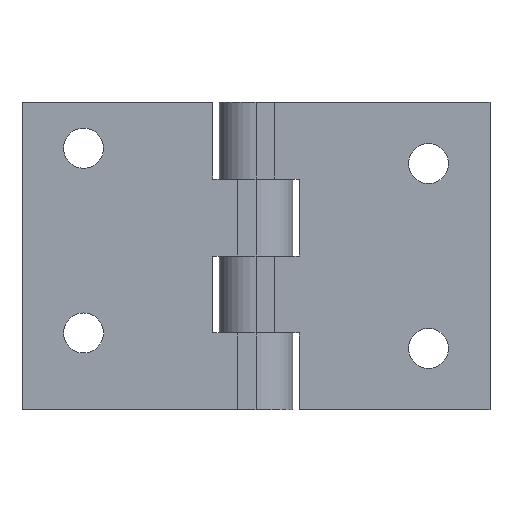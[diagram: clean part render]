
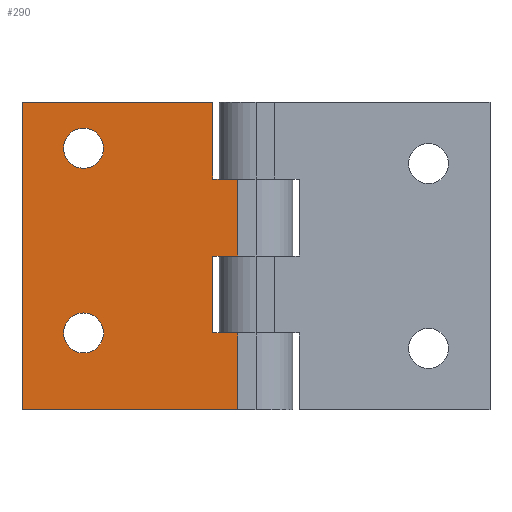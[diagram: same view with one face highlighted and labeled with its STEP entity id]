
A CAD part, front view. The second image highlights one B-rep face of the part: STEP entity #290.
In plain terms, the highlighted planar face has unit normal (0, -1, 0).
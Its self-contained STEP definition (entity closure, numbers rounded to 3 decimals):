
#290 = ADVANCED_FACE( '', ( #569, #570, #571 ), #572, .F. );
#569 = FACE_BOUND( '', #827, .T. );
#570 = FACE_BOUND( '', #828, .T. );
#571 = FACE_OUTER_BOUND( '', #829, .T. );
#572 = PLANE( '', #830 );
#827 = EDGE_LOOP( '', ( #1435 ) );
#828 = EDGE_LOOP( '', ( #1436 ) );
#829 = EDGE_LOOP( '', ( #1437, #1438, #1439, #1440, #1441, #1442, #1443, #1444, #1445, #1446 ) );
#830 = AXIS2_PLACEMENT_3D( '', #1447, #1448, #1449 );
#1435 = ORIENTED_EDGE( '', *, *, #1674, .F. );
#1436 = ORIENTED_EDGE( '', *, *, #1712, .F. );
#1437 = ORIENTED_EDGE( '', *, *, #1573, .F. );
#1438 = ORIENTED_EDGE( '', *, *, #1692, .F. );
#1439 = ORIENTED_EDGE( '', *, *, #1646, .F. );
#1440 = ORIENTED_EDGE( '', *, *, #1710, .F. );
#1441 = ORIENTED_EDGE( '', *, *, #1682, .F. );
#1442 = ORIENTED_EDGE( '', *, *, #1708, .F. );
#1443 = ORIENTED_EDGE( '', *, *, #1568, .F. );
#1444 = ORIENTED_EDGE( '', *, *, #1672, .T. );
#1445 = ORIENTED_EDGE( '', *, *, #1715, .T. );
#1446 = ORIENTED_EDGE( '', *, *, #1698, .F. );
#1447 = CARTESIAN_POINT( '', ( -38., -6.5, 25. ) );
#1448 = DIRECTION( '', ( 0., 1., 0. ) );
#1449 = DIRECTION( '', ( 0., 0., 1. ) );
#1568 = EDGE_CURVE( '', #1882, #1883, #1884, .T. );
#1573 = EDGE_CURVE( '', #1890, #1891, #1892, .T. );
#1646 = EDGE_CURVE( '', #1995, #1996, #1997, .T. );
#1672 = EDGE_CURVE( '', #1882, #2029, #2031, .T. );
#1674 = EDGE_CURVE( '', #2033, #2033, #2034, .T. );
#1682 = EDGE_CURVE( '', #2044, #2045, #2046, .T. );
#1692 = EDGE_CURVE( '', #1996, #1890, #2057, .T. );
#1698 = EDGE_CURVE( '', #1891, #2063, #2064, .T. );
#1708 = EDGE_CURVE( '', #1883, #2044, #2076, .T. );
#1710 = EDGE_CURVE( '', #2045, #1995, #2078, .T. );
#1712 = EDGE_CURVE( '', #2080, #2080, #2081, .T. );
#1715 = EDGE_CURVE( '', #2029, #2063, #2084, .T. );
#1882 = VERTEX_POINT( '', #2316 );
#1883 = VERTEX_POINT( '', #2317 );
#1884 = LINE( '', #2318, #2319 );
#1890 = VERTEX_POINT( '', #2328 );
#1891 = VERTEX_POINT( '', #2329 );
#1892 = LINE( '', #2330, #2331 );
#1995 = VERTEX_POINT( '', #2475 );
#1996 = VERTEX_POINT( '', #2476 );
#1997 = LINE( '', #2477, #2478 );
#2029 = VERTEX_POINT( '', #2520 );
#2031 = LINE( '', #2523, #2524 );
#2033 = VERTEX_POINT( '', #2526 );
#2034 = CIRCLE( '', #2527, 3.25 );
#2044 = VERTEX_POINT( '', #2542 );
#2045 = VERTEX_POINT( '', #2543 );
#2046 = LINE( '', #2544, #2545 );
#2057 = LINE( '', #2560, #2561 );
#2063 = VERTEX_POINT( '', #2568 );
#2064 = LINE( '', #2569, #2570 );
#2076 = LINE( '', #2583, #2584 );
#2078 = LINE( '', #2586, #2587 );
#2080 = VERTEX_POINT( '', #2589 );
#2081 = CIRCLE( '', #2590, 3.25 );
#2084 = LINE( '', #2594, #2595 );
#2316 = CARTESIAN_POINT( '', ( -38., -6.5, 25. ) );
#2317 = CARTESIAN_POINT( '', ( -7., -6.5, 25. ) );
#2318 = CARTESIAN_POINT( '', ( -38., -6.5, 25. ) );
#2319 = VECTOR( '', #2695, 1000. );
#2328 = CARTESIAN_POINT( '', ( -7., -6.5, -12.5 ) );
#2329 = CARTESIAN_POINT( '', ( -3., -6.5, -12.5 ) );
#2330 = CARTESIAN_POINT( '', ( -38., -6.5, -12.5 ) );
#2331 = VECTOR( '', #2699, 1000. );
#2475 = CARTESIAN_POINT( '', ( -3., -6.5, 0. ) );
#2476 = CARTESIAN_POINT( '', ( -7., -6.5, 0. ) );
#2477 = CARTESIAN_POINT( '', ( -38., -6.5, 0. ) );
#2478 = VECTOR( '', #2777, 1000. );
#2520 = CARTESIAN_POINT( '', ( -38., -6.5, -25. ) );
#2523 = CARTESIAN_POINT( '', ( -38., -6.5, 25. ) );
#2524 = VECTOR( '', #2801, 1000. );
#2526 = CARTESIAN_POINT( '', ( -28., -6.5, -15.75 ) );
#2527 = AXIS2_PLACEMENT_3D( '', #2802, #2803, #2804 );
#2542 = CARTESIAN_POINT( '', ( -7., -6.5, 12.5 ) );
#2543 = CARTESIAN_POINT( '', ( -3., -6.5, 12.5 ) );
#2544 = CARTESIAN_POINT( '', ( -38., -6.5, 12.5 ) );
#2545 = VECTOR( '', #2810, 1000. );
#2560 = CARTESIAN_POINT( '', ( -7., -6.5, 25. ) );
#2561 = VECTOR( '', #2818, 1000. );
#2568 = CARTESIAN_POINT( '', ( -3., -6.5, -25. ) );
#2569 = CARTESIAN_POINT( '', ( -3., -6.5, 25. ) );
#2570 = VECTOR( '', #2823, 1000. );
#2583 = CARTESIAN_POINT( '', ( -7., -6.5, 25. ) );
#2584 = VECTOR( '', #2831, 1000. );
#2586 = CARTESIAN_POINT( '', ( -3., -6.5, 25. ) );
#2587 = VECTOR( '', #2832, 1000. );
#2589 = CARTESIAN_POINT( '', ( -28., -6.5, 14.25 ) );
#2590 = AXIS2_PLACEMENT_3D( '', #2833, #2834, #2835 );
#2594 = CARTESIAN_POINT( '', ( -38., -6.5, -25. ) );
#2595 = VECTOR( '', #2837, 1000. );
#2695 = DIRECTION( '', ( 1., 0., 0. ) );
#2699 = DIRECTION( '', ( 1., 0., 0. ) );
#2777 = DIRECTION( '', ( -1., 0., 0. ) );
#2801 = DIRECTION( '', ( 0., 0., -1. ) );
#2802 = CARTESIAN_POINT( '', ( -28., -6.5, -12.5 ) );
#2803 = DIRECTION( '', ( 0., -1., 0. ) );
#2804 = DIRECTION( '', ( 0., 0., -1. ) );
#2810 = DIRECTION( '', ( 1., 0., 0. ) );
#2818 = DIRECTION( '', ( 0., 0., -1. ) );
#2823 = DIRECTION( '', ( 0., 0., -1. ) );
#2831 = DIRECTION( '', ( 0., 0., -1. ) );
#2832 = DIRECTION( '', ( 0., 0., -1. ) );
#2833 = CARTESIAN_POINT( '', ( -28., -6.5, 17.5 ) );
#2834 = DIRECTION( '', ( 0., -1., 0. ) );
#2835 = DIRECTION( '', ( 0., 0., -1. ) );
#2837 = DIRECTION( '', ( 1., 0., 0. ) );
